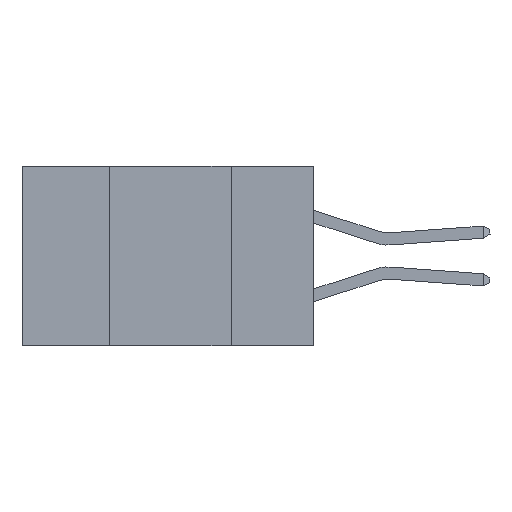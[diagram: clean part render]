
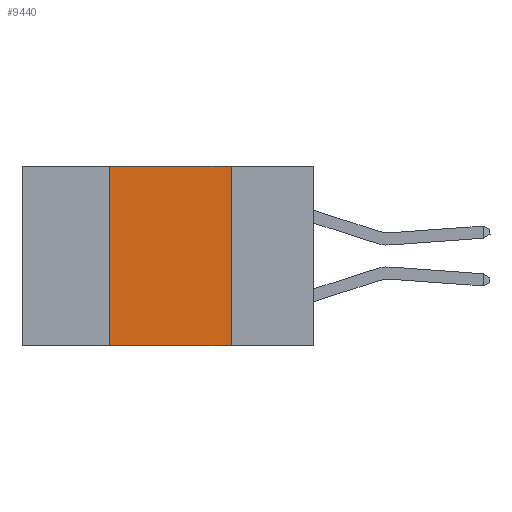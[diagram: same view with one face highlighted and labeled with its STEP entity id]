
A CAD part, left-side view. The second image highlights one B-rep face of the part: STEP entity #9440.
In plain terms, the highlighted planar face has unit normal (-1, 0, 0).
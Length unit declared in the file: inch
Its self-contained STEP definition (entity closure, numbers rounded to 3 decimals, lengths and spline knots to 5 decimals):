
#511 = DIRECTION ( 'NONE',  ( 1., 0., 0. ) ) ;
#1164 = VERTEX_POINT ( 'NONE', #3460 ) ;
#1318 = CARTESIAN_POINT ( 'NONE',  ( 0., 0.17, 0. ) ) ;
#1406 = ORIENTED_EDGE ( 'NONE', *, *, #1536, .F. ) ;
#1536 = EDGE_CURVE ( 'NONE', #2782, #4291, #6545, .T. ) ;
#1645 = LINE ( 'NONE', #9602, #4207 ) ;
#1873 = ORIENTED_EDGE ( 'NONE', *, *, #9171, .F. ) ;
#2782 = VERTEX_POINT ( 'NONE', #1318 ) ;
#2943 = PLANE ( 'NONE',  #5038 ) ;
#3037 = CARTESIAN_POINT ( 'NONE',  ( 0., 0.17, -0.37 ) ) ;
#3212 = DIRECTION ( 'NONE',  ( 0., -1., 0. ) ) ;
#3460 = CARTESIAN_POINT ( 'NONE',  ( 0., 0.42, 0. ) ) ;
#3562 = EDGE_CURVE ( 'NONE', #5594, #4291, #5320, .T. ) ;
#3623 = CARTESIAN_POINT ( 'NONE',  ( 0., 0.6, -0.37 ) ) ;
#3821 = DIRECTION ( 'NONE',  ( 0., 0., -1. ) ) ;
#4030 = VECTOR ( 'NONE', #9593, 39.37008 ) ;
#4207 = VECTOR ( 'NONE', #3212, 39.37008 ) ;
#4291 = VERTEX_POINT ( 'NONE', #3037 ) ;
#4676 = CARTESIAN_POINT ( 'NONE',  ( 0., 0.42, 0. ) ) ;
#4682 = ORIENTED_EDGE ( 'NONE', *, *, #6920, .F. ) ;
#5038 = AXIS2_PLACEMENT_3D ( 'NONE', #6040, #511, #3821 ) ;
#5320 = LINE ( 'NONE', #3623, #9113 ) ;
#5490 = EDGE_LOOP ( 'NONE', ( #1406, #1873, #4682, #8338 ) ) ;
#5594 = VERTEX_POINT ( 'NONE', #9686 ) ;
#6040 = CARTESIAN_POINT ( 'NONE',  ( 0., 0.6, 0. ) ) ;
#6189 = FACE_OUTER_BOUND ( 'NONE', #5490, .T. ) ;
#6545 = LINE ( 'NONE', #8867, #4030 ) ;
#6806 = VECTOR ( 'NONE', #8645, 39.37008 ) ;
#6915 = DIRECTION ( 'NONE',  ( 0., -1., 0. ) ) ;
#6920 = EDGE_CURVE ( 'NONE', #5594, #1164, #9216, .T. ) ;
#8338 = ORIENTED_EDGE ( 'NONE', *, *, #3562, .T. ) ;
#8645 = DIRECTION ( 'NONE',  ( 0., 0., 1. ) ) ;
#8867 = CARTESIAN_POINT ( 'NONE',  ( 0., 0.17, 0. ) ) ;
#9113 = VECTOR ( 'NONE', #6915, 39.37008 ) ;
#9171 = EDGE_CURVE ( 'NONE', #1164, #2782, #1645, .T. ) ;
#9216 = LINE ( 'NONE', #4676, #6806 ) ;
#9440 = ADVANCED_FACE ( 'NONE', ( #6189 ), #2943, .F. ) ;
#9593 = DIRECTION ( 'NONE',  ( 0., 0., -1. ) ) ;
#9602 = CARTESIAN_POINT ( 'NONE',  ( 0., 0.6, 0. ) ) ;
#9686 = CARTESIAN_POINT ( 'NONE',  ( 0., 0.42, -0.37 ) ) ;
